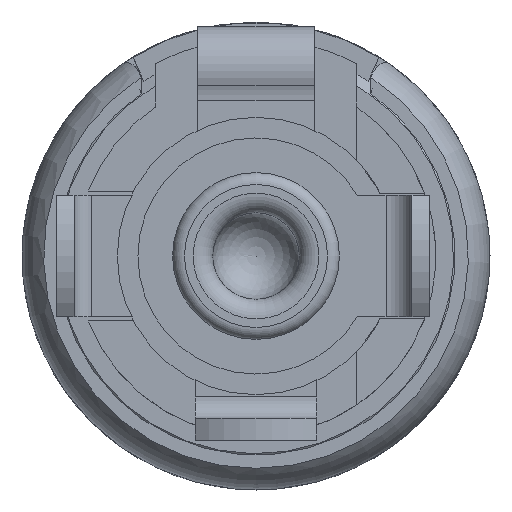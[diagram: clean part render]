
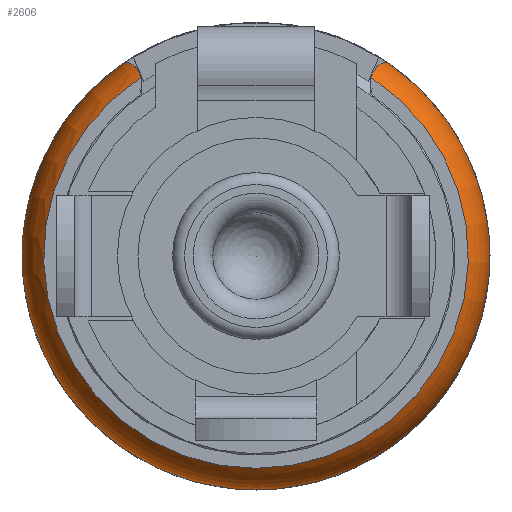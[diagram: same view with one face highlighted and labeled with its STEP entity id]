
A CAD part, front view. The second image highlights one B-rep face of the part: STEP entity #2606.
In plain terms, the highlighted toroidal (fillet/blend) face has major radius 3.71 mm and minor radius 1.69 mm.
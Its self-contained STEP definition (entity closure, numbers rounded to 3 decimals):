
#557=B_SPLINE_CURVE_WITH_KNOTS('',3,(#3957,#3958,#3959,#3960),
 .UNSPECIFIED.,.F.,.F.,(4,4),(0.,0.001),.UNSPECIFIED.);
#558=B_SPLINE_CURVE_WITH_KNOTS('',3,(#3964,#3965,#3966,#3967),
 .UNSPECIFIED.,.F.,.F.,(4,4),(0.,0.001),.UNSPECIFIED.);
#595=TOROIDAL_SURFACE('',#2851,3.71,1.69);
#604=ORIENTED_EDGE('',*,*,#1367,.T.);
#605=ORIENTED_EDGE('',*,*,#1370,.T.);
#606=ORIENTED_EDGE('',*,*,#1371,.T.);
#607=ORIENTED_EDGE('',*,*,#1372,.T.);
#1367=EDGE_CURVE('',#1750,#1751,#2017,.F.);
#1370=EDGE_CURVE('',#1751,#1753,#557,.T.);
#1371=EDGE_CURVE('',#1753,#1754,#2020,.T.);
#1372=EDGE_CURVE('',#1754,#1750,#558,.T.);
#1750=VERTEX_POINT('',#3951);
#1751=VERTEX_POINT('',#3952);
#1753=VERTEX_POINT('',#3961);
#1754=VERTEX_POINT('',#3963);
#2017=CIRCLE('',#2848,5.4);
#2020=CIRCLE('',#2852,4.9);
#2162=EDGE_LOOP('',(#604,#605,#606,#607));
#2356=FACE_BOUND('',#2162,.T.);
#2606=ADVANCED_FACE('',(#2356),#595,.T.);
#2848=AXIS2_PLACEMENT_3D('',#3950,#3150,#3151);
#2851=AXIS2_PLACEMENT_3D('',#3956,#3156,#3157);
#2852=AXIS2_PLACEMENT_3D('',#3962,#3158,#3159);
#3150=DIRECTION('',(0.,1.,0.));
#3151=DIRECTION('',(0.,0.,1.));
#3156=DIRECTION('',(0.,1.,0.));
#3157=DIRECTION('',(0.,0.,1.));
#3158=DIRECTION('',(0.,1.,0.));
#3159=DIRECTION('',(0.,0.,1.));
#3950=CARTESIAN_POINT('',(0.,-1.6,0.));
#3951=CARTESIAN_POINT('',(-3.1,-1.6,4.422));
#3952=CARTESIAN_POINT('',(3.1,-1.6,4.422));
#3956=CARTESIAN_POINT('',(0.,-1.6,0.));
#3957=CARTESIAN_POINT('',(3.1,-1.6,4.422));
#3958=CARTESIAN_POINT('',(2.943,-2.019,4.532));
#3959=CARTESIAN_POINT('',(2.771,-2.478,4.43));
#3960=CARTESIAN_POINT('',(2.65,-2.8,4.122));
#3961=CARTESIAN_POINT('',(2.65,-2.8,4.122));
#3962=CARTESIAN_POINT('',(0.,-2.8,0.));
#3963=CARTESIAN_POINT('',(-2.65,-2.8,4.122));
#3964=CARTESIAN_POINT('',(-2.65,-2.8,4.122));
#3965=CARTESIAN_POINT('',(-2.771,-2.479,4.429));
#3966=CARTESIAN_POINT('',(-2.943,-2.019,4.532));
#3967=CARTESIAN_POINT('',(-3.1,-1.6,4.422));
